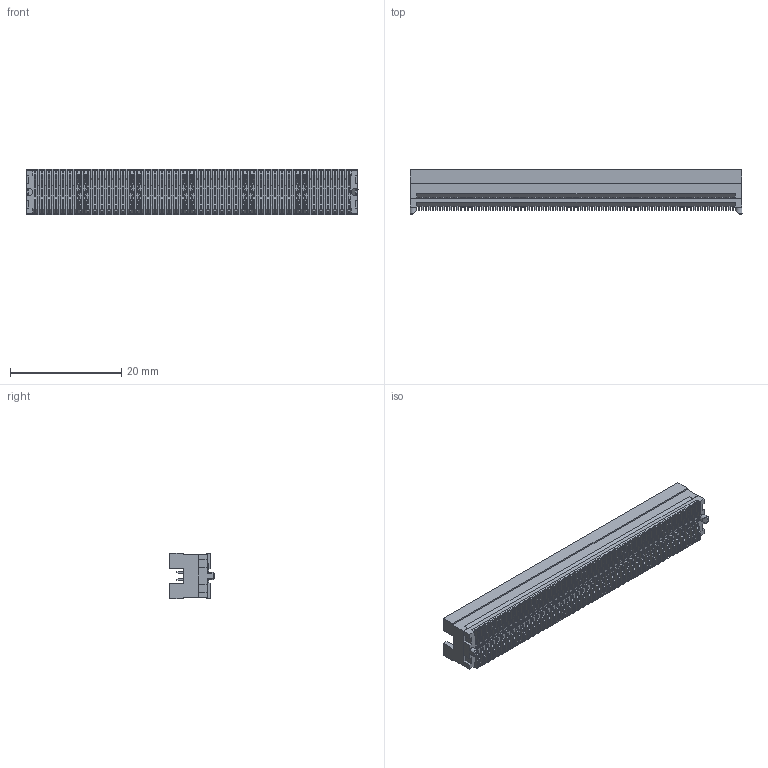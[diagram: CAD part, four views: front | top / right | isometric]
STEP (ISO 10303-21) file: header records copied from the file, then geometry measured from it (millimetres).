
FILE_DESCRIPTION((''),'2;1');
FILE_NAME('FBB12709_ASM','2026-03-16T18:47:36',('gongchengVV'),(''),'CREO PARAMETRIC BY PTC INC, 2020033','CREO PARAMETRIC BY PTC INC, 2020033','');
FILE_SCHEMA(('CONFIG_CONTROL_DESIGN'));
Products named in the file (1): FBB12709_ASM
Bounding box: 59.69 x 7.97 x 8.27 mm (x, y, z)
Volume: 1563.7 mm3; surface area: 5130.5 mm2
Topology: 1 solids, 1 shells, 6678 faces, 18803 edges, 12534 vertices
Faces by surface type: plane 6404, cylinder 272, cone 2
Entity records: 212290 total; most frequent: CARTESIAN_POINT 38084, ORIENTED_EDGE 37606, DIRECTION 32699, EDGE_CURVE 18803, VECTOR 18247, LINE 18247, VERTEX_POINT 12534, EDGE_LOOP 7443
